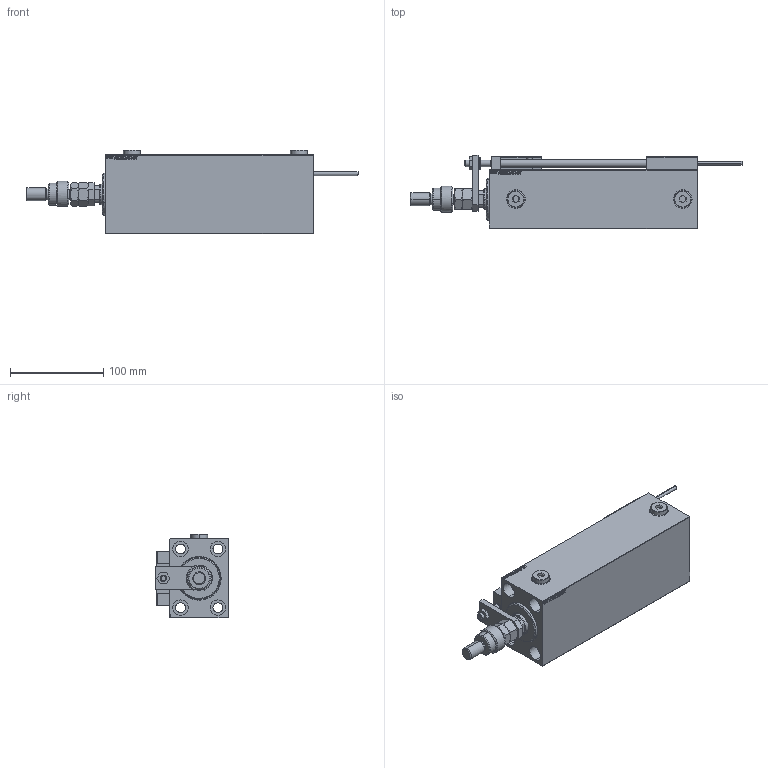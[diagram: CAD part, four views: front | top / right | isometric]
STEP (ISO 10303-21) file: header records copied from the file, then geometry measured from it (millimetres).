
FILE_DESCRIPTION (( 'STEP AP203' ), '1' );
FILE_NAME ('8382.STEP', '2024-02-13T00:55:23', ( '' ), ( '' ), 'SwSTEP 2.0', 'SolidWorks 2019', '' );
FILE_SCHEMA (( 'CONFIG_CONTROL_DESIGN' ));
Length unit declared in the file: millimetre
Products named in the file (19): FEMALE_PART_FOR_DFA 08bcdd18f17dba94515d14adff5707e6; SWITCH DIM B,W 08bcdd18f17dba94515d14adff5707e6; V450CM_C_VCP 08bcdd18f17dba94515d14adff5707e6; ZARAZKA 08bcdd18f17dba94515d14adff5707e6; V450CM_C_Body 08bcdd18f17dba94515d14adff5707e6; NUT_D12 08bcdd18f17dba94515d14adff5707e6; ALLEN BOLT D8 08bcdd18f17dba94515d14adff5707e6; V450CM_VC_B 08bcdd18f17dba94515d14adff5707e6; MAGNET 08bcdd18f17dba94515d14adff5707e6; ALLEN BOLT D5 08bcdd18f17dba94515d14adff5707e6; SWITCH X 08bcdd18f17dba94515d14adff5707e6; SWITCH_X_FRONT_BACK 08bcdd18f17dba94515d14adff5707e6; TYC_L79 08bcdd18f17dba94515d14adff5707e6; KONCOVKA 08bcdd18f17dba94515d14adff5707e6; Zatka_OIL_PORT 08bcdd18f17dba94515d14adff5707e6; X_Y_DFA 08bcdd18f17dba94515d14adff5707e6; Block 08bcdd18f17dba94515d14adff5707e6; MFA 08bcdd18f17dba94515d14adff5707e6; 8382
Assembly tree (29 placements, depth 3):
  8382
    V450CM_C_Body 08bcdd18f17dba94515d14adff5707e6
    SWITCH X 08bcdd18f17dba94515d14adff5707e6
      SWITCH_X_FRONT_BACK 08bcdd18f17dba94515d14adff5707e6  x2
      TYC_L79 08bcdd18f17dba94515d14adff5707e6
      Block 08bcdd18f17dba94515d14adff5707e6  x2
      ALLEN BOLT D5 08bcdd18f17dba94515d14adff5707e6  x4
      ALLEN BOLT D8 08bcdd18f17dba94515d14adff5707e6  x4
      MAGNET 08bcdd18f17dba94515d14adff5707e6  x2
      KONCOVKA 08bcdd18f17dba94515d14adff5707e6  x2
    NUT_D12 08bcdd18f17dba94515d14adff5707e6
    SWITCH DIM B,W 08bcdd18f17dba94515d14adff5707e6
    ZARAZKA 08bcdd18f17dba94515d14adff5707e6
    V450CM_C_VCP 08bcdd18f17dba94515d14adff5707e6
    V450CM_VC_B 08bcdd18f17dba94515d14adff5707e6
    X_Y_DFA 08bcdd18f17dba94515d14adff5707e6
      FEMALE_PART_FOR_DFA 08bcdd18f17dba94515d14adff5707e6
      MFA 08bcdd18f17dba94515d14adff5707e6
    Zatka_OIL_PORT 08bcdd18f17dba94515d14adff5707e6  x2
Bounding box: 356 x 78.5 x 89.9 mm (x, y, z)
Volume: 1042306.3 mm3; surface area: 200059.9 mm2
Topology: 27 solids, 27 shells, 1421 faces, 3370 edges, 2139 vertices
Faces by surface type: plane 622, bspline 380, cylinder 217, cone 150, torus 48, sphere 4
Entity records: 54317 total; most frequent: CARTESIAN_POINT 27012, ORIENTED_EDGE 5680, DIRECTION 4010, EDGE_CURVE 2840, VERTEX_POINT 1839, VECTOR 1592, LINE 1592, EDGE_LOOP 1323
